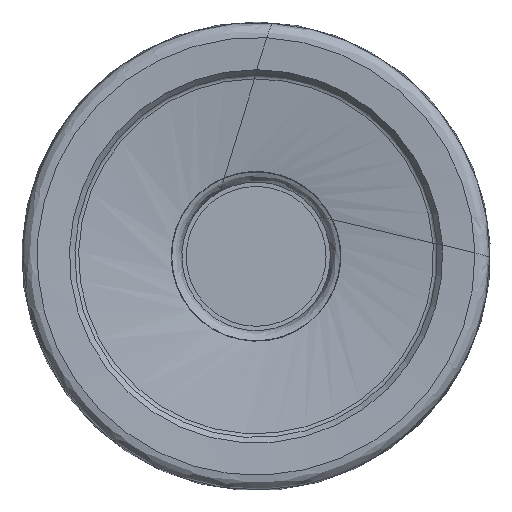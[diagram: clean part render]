
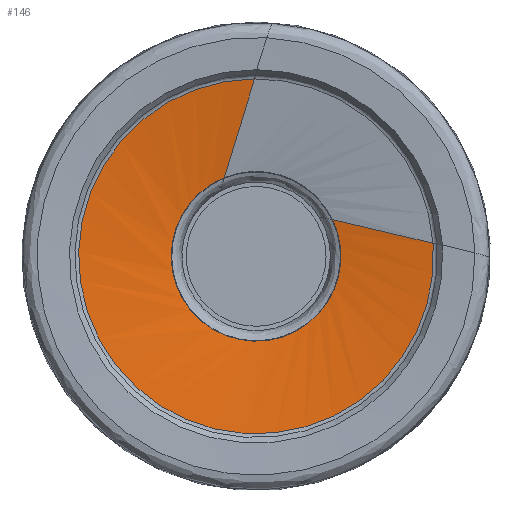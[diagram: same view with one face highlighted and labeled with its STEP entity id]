
A CAD part, left-side view. The second image highlights one B-rep face of the part: STEP entity #146.
In plain terms, the highlighted free-form (B-spline) face has degree [1, 3] with [2, 7] control points.
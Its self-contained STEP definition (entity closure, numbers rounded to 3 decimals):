
#146=ADVANCED_FACE('',(#243),#207,.F.);
#207=(
BOUNDED_SURFACE()
B_SPLINE_SURFACE(1,3,((#1307,#1308,#1309,#1310,#1311,#1312,#1313),(#1314,
#1315,#1316,#1317,#1318,#1319,#1320)),.UNSPECIFIED.,.F.,.F.,.F.)
B_SPLINE_SURFACE_WITH_KNOTS((2,2),(4,3,4),(0.,1.),(0.,0.5,1.),
 .UNSPECIFIED.)
GEOMETRIC_REPRESENTATION_ITEM()
RATIONAL_B_SPLINE_SURFACE(((1.,0.578,0.578,1.,0.578,
0.578,1.),(1.,0.578,0.578,1.,0.578,
0.578,1.)))
REPRESENTATION_ITEM('')
SURFACE()
);
#243=FACE_OUTER_BOUND('',#281,.T.);
#281=EDGE_LOOP('',(#446,#447,#448,#449));
#366=CIRCLE('',#819,4.54);
#367=CIRCLE('',#822,9.495);
#446=ORIENTED_EDGE('',*,*,#691,.F.);
#447=ORIENTED_EDGE('',*,*,#692,.T.);
#448=ORIENTED_EDGE('',*,*,#688,.T.);
#449=ORIENTED_EDGE('',*,*,#693,.T.);
#622=VERTEX_POINT('',#1270);
#623=VERTEX_POINT('',#1271);
#624=VERTEX_POINT('',#1303);
#625=VERTEX_POINT('',#1304);
#688=EDGE_CURVE('',#622,#623,#366,.T.);
#691=EDGE_CURVE('',#624,#625,#367,.T.);
#692=EDGE_CURVE('',#624,#622,#772,.T.);
#693=EDGE_CURVE('',#623,#625,#773,.T.);
#772=LINE('',#1305,#792);
#773=LINE('',#1306,#793);
#792=VECTOR('',#948,1.);
#793=VECTOR('',#949,1.);
#819=AXIS2_PLACEMENT_3D('',#1269,#940,#941);
#822=AXIS2_PLACEMENT_3D('',#1302,#946,#947);
#940=DIRECTION('',(1.,0.,0.));
#941=DIRECTION('',(0.,-0.901,0.433));
#946=DIRECTION('',(1.,0.,0.));
#947=DIRECTION('',(0.,-0.997,0.073));
#948=DIRECTION('',(0.142,0.963,0.227));
#949=DIRECTION('',(-0.142,-0.289,0.947));
#1269=CARTESIAN_POINT('',(1.423,0.,0.));
#1270=CARTESIAN_POINT('',(1.423,-4.092,1.967));
#1271=CARTESIAN_POINT('',(1.423,1.697,4.211));
#1302=CARTESIAN_POINT('',(0.633,0.,0.));
#1303=CARTESIAN_POINT('',(0.633,-9.47,0.697));
#1304=CARTESIAN_POINT('',(0.633,0.081,9.495));
#1305=CARTESIAN_POINT('',(1.423,-4.092,1.967));
#1306=CARTESIAN_POINT('',(1.423,1.697,4.211));
#1307=CARTESIAN_POINT('',(1.423,-4.092,1.967));
#1308=CARTESIAN_POINT('',(1.423,-6.2,-2.419));
#1309=CARTESIAN_POINT('',(1.423,-2.896,-5.992));
#1310=CARTESIAN_POINT('',(1.423,1.641,-4.233));
#1311=CARTESIAN_POINT('',(1.423,6.178,-2.474));
#1312=CARTESIAN_POINT('',(1.423,6.21,2.392));
#1313=CARTESIAN_POINT('',(1.423,1.697,4.211));
#1314=CARTESIAN_POINT('',(0.633,-9.47,0.697));
#1315=CARTESIAN_POINT('',(0.633,-10.217,-9.453));
#1316=CARTESIAN_POINT('',(0.633,-1.052,-13.879));
#1317=CARTESIAN_POINT('',(0.633,6.433,-6.984));
#1318=CARTESIAN_POINT('',(0.633,13.919,-0.089));
#1319=CARTESIAN_POINT('',(0.633,10.258,9.408));
#1320=CARTESIAN_POINT('',(0.633,0.081,9.495));
